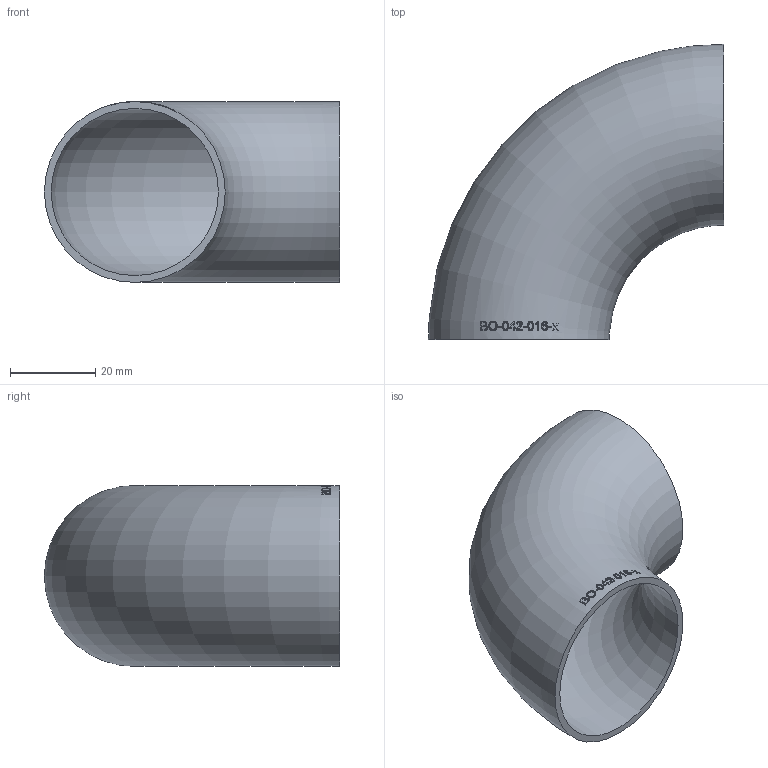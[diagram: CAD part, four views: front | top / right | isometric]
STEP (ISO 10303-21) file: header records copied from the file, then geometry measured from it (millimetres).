
FILE_DESCRIPTION (( 'STEP AP214' ), '1' );
FILE_NAME ('BO-042-016-x Bogen 1911.STEP', '2019-11-06T08:41:15', ( '' ), ( '' ), 'SwSTEP 2.0', 'SolidWorks 2016', '' );
FILE_SCHEMA (( 'AUTOMOTIVE_DESIGN' ));
Length unit declared in the file: millimetre
Products named in the file (1): BO-042-016-x Bogen 1911
Bounding box: 69.2 x 69.2 x 42.4 mm (x, y, z)
Volume: 15461.7 mm3; surface area: 19748.3 mm2
Topology: 1 solids, 1 shells, 138 faces, 355 edges, 237 vertices
Faces by surface type: plane 60, bspline 55, torus 23
Entity records: 8031 total; most frequent: CARTESIAN_POINT 3942, ORIENTED_EDGE 686, EDGE_CURVE 343, DIRECTION 285, VERTEX_POINT 230, B_SPLINE_CURVE_WITH_KNOTS 226, EDGE_LOOP 159, FACE_OUTER_BOUND 138
